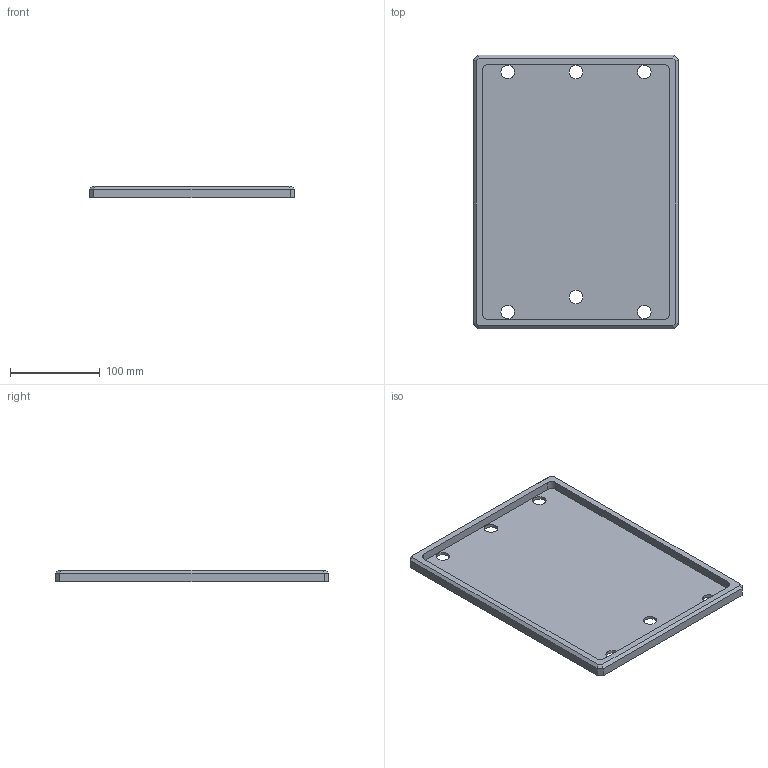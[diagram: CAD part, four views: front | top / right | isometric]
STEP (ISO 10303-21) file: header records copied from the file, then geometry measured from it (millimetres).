
FILE_DESCRIPTION (( 'STEP AP214' ), '1' );
FILE_NAME ('Center_Shroud_Outside.STEP', '2020-10-22T23:45:59', ( '' ), ( '' ), 'SwSTEP 2.0', 'SolidWorks 2020', '' );
FILE_SCHEMA (( 'AUTOMOTIVE_DESIGN' ));
Length unit declared in the file: millimetre
Products named in the file (1): Center_Shroud_Outside
Bounding box: 228.6 x 304.8 x 12.7 mm (x, y, z)
Volume: 309916.1 mm3; surface area: 159018.9 mm2
Topology: 1 solids, 1 shells, 51 faces, 130 edges, 79 vertices
Faces by surface type: plane 23, cylinder 22, cone 6
Entity records: 1618 total; most frequent: DIRECTION 272, CARTESIAN_POINT 255, ORIENTED_EDGE 248, EDGE_CURVE 124, AXIS2_PLACEMENT_3D 96, VECTOR 80, LINE 80, VERTEX_POINT 79
